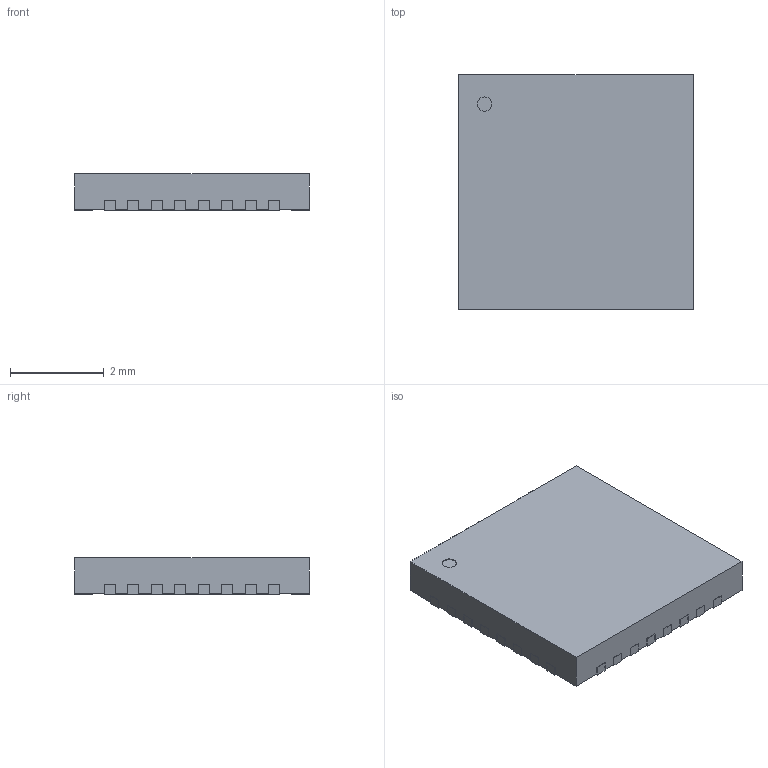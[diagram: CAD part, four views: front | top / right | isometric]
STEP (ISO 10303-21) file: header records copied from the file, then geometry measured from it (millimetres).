
FILE_DESCRIPTION (( 'STEP AP214' ), '1' );
FILE_NAME ('QFN-32_L5.0-W5.0-P0.50-TL-EP3.STEP', '2021-12-17T14:53:41', ( '' ), ( '' ), 'SwSTEP 2.0', 'SolidWorks 2018', '' );
FILE_SCHEMA (( 'AUTOMOTIVE_DESIGN' ));
Length unit declared in the file: millimetre
Products named in the file (1): QFN-32_L5.0-W5.0-P0.50-TL-EP3
Bounding box: 5.02 x 5.02 x 0.77 mm (x, y, z)
Volume: 19.1 mm3; surface area: 66.4 mm2
Topology: 1 solids, 1 shells, 331 faces, 960 edges, 640 vertices
Faces by surface type: plane 249, cylinder 66, bspline 16
Entity records: 14754 total; most frequent: CARTESIAN_POINT 2988, ORIENTED_EDGE 1920, DIRECTION 1692, EDGE_CURVE 960, LINE 796, VECTOR 796, VERTEX_POINT 640, AXIS2_PLACEMENT_3D 448
